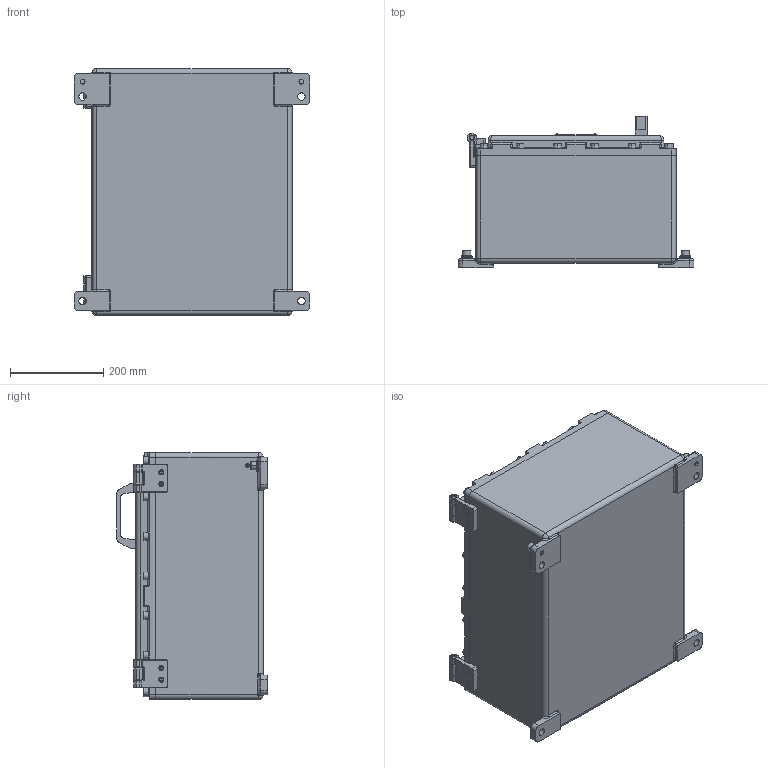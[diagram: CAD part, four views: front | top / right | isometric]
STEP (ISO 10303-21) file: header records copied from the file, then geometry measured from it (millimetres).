
FILE_DESCRIPTION (( 'STEP AP203' ), '1' );
FILE_NAME ('40104050.step', '2019-04-15T13:59:51', ( '' ), ( '' ), 'SwSTEP 2.0', 'SolidWorks 2018', '' );
FILE_SCHEMA (( 'CONFIG_CONTROL_DESIGN' ));
Length unit declared in the file: millimetre
Products named in the file (27): 93419_PreviewCfg; 40000012405; 93711; 93432_EN ISO 4762 M12 x 20 - 20N; 98063; 40304050; 92081; 93414; 40104050; 82014_40104050; 70441; 93426; 92783; 92785; 83274; 93421; 83135; 52001_90 degree; 70442; 83136; 70804; 70854; 92780; 70443; 40000036126_9-4g; 83127; 93412
Assembly tree (97 placements, depth 3):
  40104050
    70804
    82014_40104050
    40304050
    98063  x10
    93426  x6
    93711  x2
    83274  x4
    93419_PreviewCfg  x2
    93432_EN ISO 4762 M12 x 20 - 20N  x2
    92081  x4
    70854
    92783
    93414  x2
    92780
    93412  x2
    83127  x22
    93421  x22
    70441
    40000012405  x2
    52001_90 degree  x2
      70443
      83135
      70442
      40000012405
    83136
  92785
  40000036126_9-4g
Bounding box: 506 x 324 x 530 mm (x, y, z)
Volume: 18870388.7 mm3; surface area: 2481410.5 mm2
Topology: 102 solids, 102 shells, 4028 faces, 9081 edges, 5076 vertices
Faces by surface type: cylinder 1402, plane 1320, bspline 511, torus 354, cone 328, sphere 113
Entity records: 95346 total; most frequent: CARTESIAN_POINT 36591, ORIENTED_EDGE 11588, DIRECTION 11103, EDGE_CURVE 5794, AXIS2_PLACEMENT_3D 4313, VERTEX_POINT 3351, EDGE_LOOP 2731, FACE_OUTER_BOUND 2560
